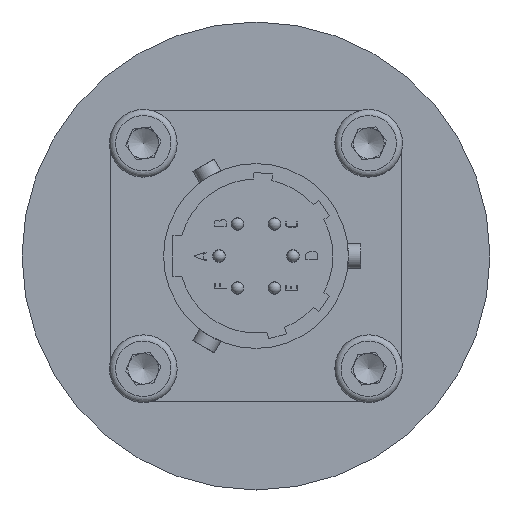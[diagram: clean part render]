
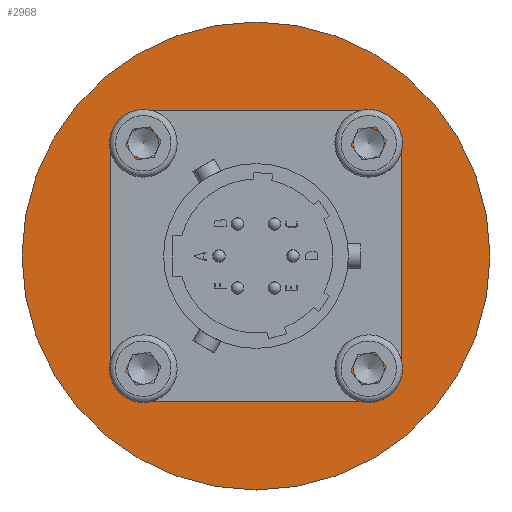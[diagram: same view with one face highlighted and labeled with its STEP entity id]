
A CAD part, left-side view. The second image highlights one B-rep face of the part: STEP entity #2968.
In plain terms, the highlighted planar face has unit normal (-1, 0, 0).
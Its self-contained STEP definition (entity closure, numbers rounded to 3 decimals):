
#70 = AXIS2_PLACEMENT_3D ( 'NONE', #2567, #2552, #2529 ) ;
#192 = ORIENTED_EDGE ( 'NONE', *, *, #1427, .F. ) ;
#640 = CARTESIAN_POINT ( 'NONE',  ( -37., -9.95, 0. ) ) ;
#867 = VERTEX_POINT ( 'NONE', #5632 ) ;
#876 = VERTEX_POINT ( 'NONE', #640 ) ;
#952 = VERTEX_POINT ( 'NONE', #2897 ) ;
#971 = AXIS2_PLACEMENT_3D ( 'NONE', #4975, #4969, #4948 ) ;
#1013 = AXIS2_PLACEMENT_3D ( 'NONE', #1503, #1482, #1468 ) ;
#1031 = EDGE_CURVE ( 'NONE', #2331, #2331, #5128, .T. ) ;
#1427 = EDGE_CURVE ( 'NONE', #4540, #4540, #5347, .T. ) ;
#1468 = DIRECTION ( 'NONE',  ( 0., 1., 0. ) ) ;
#1471 = CARTESIAN_POINT ( 'NONE',  ( -37., 10.4, -9.15 ) ) ;
#1482 = DIRECTION ( 'NONE',  ( -1., 0., 0. ) ) ;
#1503 = CARTESIAN_POINT ( 'NONE',  ( -37., 9.15, -9.15 ) ) ;
#1731 = EDGE_CURVE ( 'NONE', #2193, #2193, #4304, .T. ) ;
#2039 = ORIENTED_EDGE ( 'NONE', *, *, #2571, .F. ) ;
#2193 = VERTEX_POINT ( 'NONE', #3376 ) ;
#2223 = EDGE_CURVE ( 'NONE', #867, #867, #3745, .T. ) ;
#2245 = FACE_BOUND ( 'NONE', #2468, .T. ) ;
#2259 = FACE_BOUND ( 'NONE', #3559, .T. ) ;
#2265 = FACE_BOUND ( 'NONE', #5644, .T. ) ;
#2271 = FACE_BOUND ( 'NONE', #2920, .T. ) ;
#2273 = FACE_OUTER_BOUND ( 'NONE', #5744, .T. ) ;
#2308 = CIRCLE ( 'NONE', #4039, 9.95 ) ;
#2331 = VERTEX_POINT ( 'NONE', #1471 ) ;
#2468 = EDGE_LOOP ( 'NONE', ( #4118 ) ) ;
#2472 = ORIENTED_EDGE ( 'NONE', *, *, #1731, .F. ) ;
#2529 = DIRECTION ( 'NONE',  ( 0., -1., 0. ) ) ;
#2552 = DIRECTION ( 'NONE',  ( 1., 0., 0. ) ) ;
#2567 = CARTESIAN_POINT ( 'NONE',  ( -37., 0., 0. ) ) ;
#2571 = EDGE_CURVE ( 'NONE', #952, #952, #3080, .T. ) ;
#2622 = ORIENTED_EDGE ( 'NONE', *, *, #1031, .F. ) ;
#2897 = CARTESIAN_POINT ( 'NONE',  ( -37., -19., 0. ) ) ;
#2920 = EDGE_LOOP ( 'NONE', ( #192 ) ) ;
#2968 = ADVANCED_FACE ( 'NONE', ( #2271, #3466, #2259, #2245, #2273, #2265 ), #5155, .F. ) ;
#2989 = EDGE_CURVE ( 'NONE', #876, #876, #2308, .T. ) ;
#3080 = CIRCLE ( 'NONE', #70, 19. ) ;
#3158 = AXIS2_PLACEMENT_3D ( 'NONE', #4956, #4977, #4765 ) ;
#3376 = CARTESIAN_POINT ( 'NONE',  ( -37., 10.4, 9.15 ) ) ;
#3466 = FACE_BOUND ( 'NONE', #5468, .T. ) ;
#3521 = DIRECTION ( 'NONE',  ( 0., 1., 0. ) ) ;
#3538 = DIRECTION ( 'NONE',  ( -1., 0., 0. ) ) ;
#3559 = EDGE_LOOP ( 'NONE', ( #2472 ) ) ;
#3560 = CARTESIAN_POINT ( 'NONE',  ( -37., -9.15, -9.15 ) ) ;
#3745 = CIRCLE ( 'NONE', #3158, 1.25 ) ;
#4039 = AXIS2_PLACEMENT_3D ( 'NONE', #4274, #4172, #4152 ) ;
#4118 = ORIENTED_EDGE ( 'NONE', *, *, #2223, .F. ) ;
#4152 = DIRECTION ( 'NONE',  ( 0., -1., 0. ) ) ;
#4172 = DIRECTION ( 'NONE',  ( 1., 0., 0. ) ) ;
#4274 = CARTESIAN_POINT ( 'NONE',  ( -37., 0., 0. ) ) ;
#4304 = CIRCLE ( 'NONE', #971, 1.25 ) ;
#4383 = AXIS2_PLACEMENT_3D ( 'NONE', #5084, #5004, #4970 ) ;
#4535 = AXIS2_PLACEMENT_3D ( 'NONE', #3560, #3538, #3521 ) ;
#4540 = VERTEX_POINT ( 'NONE', #5616 ) ;
#4765 = DIRECTION ( 'NONE',  ( 0., 1., 0. ) ) ;
#4850 = ORIENTED_EDGE ( 'NONE', *, *, #2989, .T. ) ;
#4948 = DIRECTION ( 'NONE',  ( 0., 1., 0. ) ) ;
#4956 = CARTESIAN_POINT ( 'NONE',  ( -37., -9.15, 9.15 ) ) ;
#4969 = DIRECTION ( 'NONE',  ( -1., 0., 0. ) ) ;
#4970 = DIRECTION ( 'NONE',  ( 0., -1., 0. ) ) ;
#4975 = CARTESIAN_POINT ( 'NONE',  ( -37., 9.15, 9.15 ) ) ;
#4977 = DIRECTION ( 'NONE',  ( -1., 0., 0. ) ) ;
#5004 = DIRECTION ( 'NONE',  ( 1., 0., 0. ) ) ;
#5084 = CARTESIAN_POINT ( 'NONE',  ( -37., 0., -19. ) ) ;
#5128 = CIRCLE ( 'NONE', #1013, 1.25 ) ;
#5155 = PLANE ( 'NONE',  #4383 ) ;
#5347 = CIRCLE ( 'NONE', #4535, 1.25 ) ;
#5468 = EDGE_LOOP ( 'NONE', ( #2622 ) ) ;
#5616 = CARTESIAN_POINT ( 'NONE',  ( -37., -7.9, -9.15 ) ) ;
#5632 = CARTESIAN_POINT ( 'NONE',  ( -37., -7.9, 9.15 ) ) ;
#5644 = EDGE_LOOP ( 'NONE', ( #4850 ) ) ;
#5744 = EDGE_LOOP ( 'NONE', ( #2039 ) ) ;
